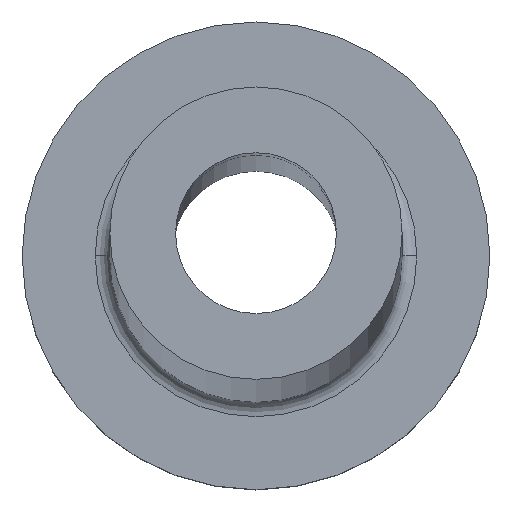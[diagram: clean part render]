
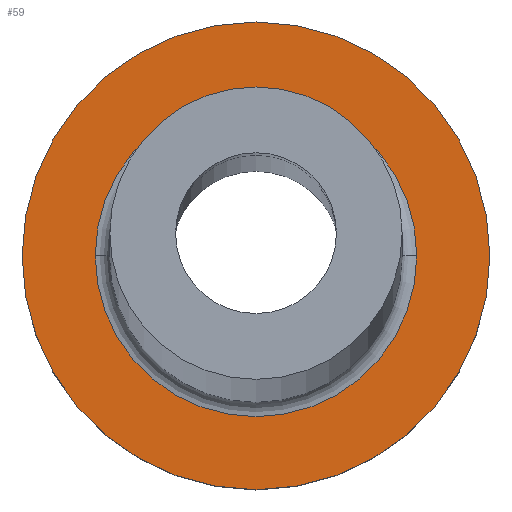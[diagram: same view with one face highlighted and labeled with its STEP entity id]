
A CAD part, top view. The second image highlights one B-rep face of the part: STEP entity #59.
In plain terms, the highlighted planar face has unit normal (0, 0, 1).
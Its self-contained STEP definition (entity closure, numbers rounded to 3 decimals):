
#4 = DIRECTION ( 'NONE',  ( 0., 0., -1. ) ) ;
#10 = CARTESIAN_POINT ( 'NONE',  ( 8., 0., 5. ) ) ;
#12 = VERTEX_POINT ( 'NONE', #113 ) ;
#15 = EDGE_CURVE ( 'NONE', #331, #12, #323, .T. ) ;
#33 = CIRCLE ( 'NONE', #107, 8. ) ;
#38 = CARTESIAN_POINT ( 'NONE',  ( 0., 0., 5. ) ) ;
#59 = ADVANCED_FACE ( 'NONE', ( #424, #414 ), #212, .T. ) ;
#63 = ORIENTED_EDGE ( 'NONE', *, *, #15, .T. ) ;
#73 = EDGE_CURVE ( 'NONE', #117, #161, #433, .T. ) ;
#74 = EDGE_LOOP ( 'NONE', ( #396, #363 ) ) ;
#87 = EDGE_CURVE ( 'NONE', #161, #117, #33, .T. ) ;
#88 = CIRCLE ( 'NONE', #213, 5.5 ) ;
#104 = ORIENTED_EDGE ( 'NONE', *, *, #378, .T. ) ;
#106 = CARTESIAN_POINT ( 'NONE',  ( 0., 0., 5. ) ) ;
#107 = AXIS2_PLACEMENT_3D ( 'NONE', #442, #438, #235 ) ;
#113 = CARTESIAN_POINT ( 'NONE',  ( -5.5, 0., 5. ) ) ;
#117 = VERTEX_POINT ( 'NONE', #10 ) ;
#161 = VERTEX_POINT ( 'NONE', #268 ) ;
#182 = DIRECTION ( 'NONE',  ( 0., 0., 1. ) ) ;
#212 = PLANE ( 'NONE',  #262 ) ;
#213 = AXIS2_PLACEMENT_3D ( 'NONE', #359, #4, #349 ) ;
#230 = DIRECTION ( 'NONE',  ( 1., 0., 0. ) ) ;
#235 = DIRECTION ( 'NONE',  ( 1., 0., 0. ) ) ;
#237 = AXIS2_PLACEMENT_3D ( 'NONE', #106, #253, #319 ) ;
#253 = DIRECTION ( 'NONE',  ( 0., 0., -1. ) ) ;
#261 = EDGE_LOOP ( 'NONE', ( #63, #104 ) ) ;
#262 = AXIS2_PLACEMENT_3D ( 'NONE', #38, #182, #386 ) ;
#268 = CARTESIAN_POINT ( 'NONE',  ( -8., 0., 5. ) ) ;
#272 = CARTESIAN_POINT ( 'NONE',  ( 5.5, 0., 5. ) ) ;
#288 = AXIS2_PLACEMENT_3D ( 'NONE', #339, #393, #230 ) ;
#319 = DIRECTION ( 'NONE',  ( 1., 0., 0. ) ) ;
#323 = CIRCLE ( 'NONE', #237, 5.5 ) ;
#331 = VERTEX_POINT ( 'NONE', #272 ) ;
#339 = CARTESIAN_POINT ( 'NONE',  ( 0., 0., 5. ) ) ;
#349 = DIRECTION ( 'NONE',  ( 1., 0., 0. ) ) ;
#359 = CARTESIAN_POINT ( 'NONE',  ( 0., 0., 5. ) ) ;
#363 = ORIENTED_EDGE ( 'NONE', *, *, #73, .T. ) ;
#378 = EDGE_CURVE ( 'NONE', #12, #331, #88, .T. ) ;
#386 = DIRECTION ( 'NONE',  ( 1., 0., 0. ) ) ;
#393 = DIRECTION ( 'NONE',  ( 0., 0., 1. ) ) ;
#396 = ORIENTED_EDGE ( 'NONE', *, *, #87, .T. ) ;
#414 = FACE_OUTER_BOUND ( 'NONE', #74, .T. ) ;
#424 = FACE_BOUND ( 'NONE', #261, .T. ) ;
#433 = CIRCLE ( 'NONE', #288, 8. ) ;
#438 = DIRECTION ( 'NONE',  ( 0., 0., 1. ) ) ;
#442 = CARTESIAN_POINT ( 'NONE',  ( 0., 0., 5. ) ) ;
